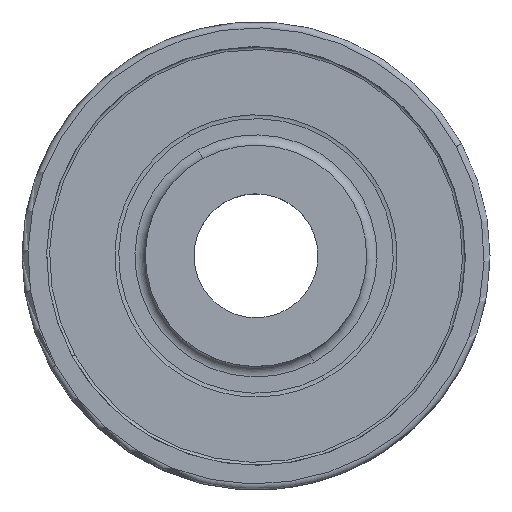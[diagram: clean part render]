
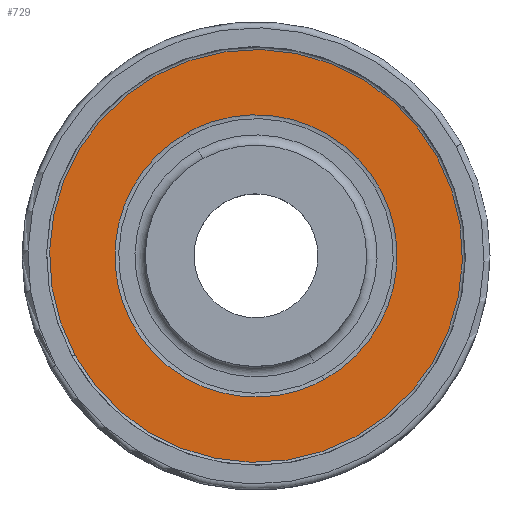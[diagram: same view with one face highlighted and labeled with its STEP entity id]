
A CAD part, top view. The second image highlights one B-rep face of the part: STEP entity #729.
In plain terms, the highlighted planar face has unit normal (0, 0, 1).
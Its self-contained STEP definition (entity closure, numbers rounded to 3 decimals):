
#437=AXIS2_PLACEMENT_3D('Circle Axis2P3D',#435,#436,$) ;
#471=AXIS2_PLACEMENT_3D('Circle Axis2P3D',#469,#470,$) ;
#669=AXIS2_PLACEMENT_3D('Plane Axis2P3D',#666,#667,#668) ;
#432=CARTESIAN_POINT('Vertex',(-12.272,-6.704,3.65)) ;
#435=CARTESIAN_POINT('Axis2P3D Location',(0.,0.,3.65)) ;
#439=CARTESIAN_POINT('Vertex',(12.272,6.704,3.65)) ;
#469=CARTESIAN_POINT('Axis2P3D Location',(0.,0.,3.65)) ;
#666=CARTESIAN_POINT('Axis2P3D Location',(13.983,0.,3.65)) ;
#676=CARTESIAN_POINT('Control Point',(-4.583,8.39,3.65)) ;
#677=CARTESIAN_POINT('Control Point',(-5.472,7.904,3.65)) ;
#678=CARTESIAN_POINT('Control Point',(-6.296,7.301,3.65)) ;
#679=CARTESIAN_POINT('Control Point',(-7.035,6.592,3.65)) ;
#680=CARTESIAN_POINT('Control Point',(-8.308,4.994,3.65)) ;
#681=CARTESIAN_POINT('Control Point',(-9.122,3.12,3.65)) ;
#682=CARTESIAN_POINT('Control Point',(-9.402,2.135,3.65)) ;
#683=CARTESIAN_POINT('Control Point',(-9.693,0.112,3.65)) ;
#684=CARTESIAN_POINT('Control Point',(-9.449,-1.916,3.65)) ;
#685=CARTESIAN_POINT('Control Point',(-9.192,-2.908,3.65)) ;
#686=CARTESIAN_POINT('Control Point',(-8.422,-4.8,3.65)) ;
#687=CARTESIAN_POINT('Control Point',(-7.186,-6.427,3.65)) ;
#688=CARTESIAN_POINT('Control Point',(-6.463,-7.154,3.65)) ;
#689=CARTESIAN_POINT('Control Point',(-4.843,-8.398,3.65)) ;
#690=CARTESIAN_POINT('Control Point',(-2.954,-9.177,3.65)) ;
#691=CARTESIAN_POINT('Control Point',(-1.963,-9.439,3.65)) ;
#692=CARTESIAN_POINT('Control Point',(-0.006,-9.685,3.65)) ;
#693=CARTESIAN_POINT('Control Point',(1.949,-9.431,3.65)) ;
#694=CARTESIAN_POINT('Control Point',(2.872,-9.192,3.65)) ;
#695=CARTESIAN_POINT('Control Point',(3.755,-8.842,3.65)) ;
#696=CARTESIAN_POINT('Control Point',(4.583,-8.39,3.65)) ;
#697=CARTESIAN_POINT('Vertex',(-4.583,8.39,3.65)) ;
#699=CARTESIAN_POINT('Vertex',(4.583,-8.39,3.65)) ;
#703=CARTESIAN_POINT('Control Point',(4.583,-8.39,3.65)) ;
#704=CARTESIAN_POINT('Control Point',(5.472,-7.904,3.65)) ;
#705=CARTESIAN_POINT('Control Point',(6.296,-7.301,3.65)) ;
#706=CARTESIAN_POINT('Control Point',(7.035,-6.592,3.65)) ;
#707=CARTESIAN_POINT('Control Point',(8.308,-4.994,3.65)) ;
#708=CARTESIAN_POINT('Control Point',(9.122,-3.12,3.65)) ;
#709=CARTESIAN_POINT('Control Point',(9.402,-2.135,3.65)) ;
#710=CARTESIAN_POINT('Control Point',(9.693,-0.112,3.65)) ;
#711=CARTESIAN_POINT('Control Point',(9.449,1.916,3.65)) ;
#712=CARTESIAN_POINT('Control Point',(9.192,2.908,3.65)) ;
#713=CARTESIAN_POINT('Control Point',(8.422,4.8,3.65)) ;
#714=CARTESIAN_POINT('Control Point',(7.186,6.427,3.65)) ;
#715=CARTESIAN_POINT('Control Point',(6.463,7.154,3.65)) ;
#716=CARTESIAN_POINT('Control Point',(4.843,8.398,3.65)) ;
#717=CARTESIAN_POINT('Control Point',(2.954,9.177,3.65)) ;
#718=CARTESIAN_POINT('Control Point',(1.963,9.439,3.65)) ;
#719=CARTESIAN_POINT('Control Point',(0.006,9.685,3.65)) ;
#720=CARTESIAN_POINT('Control Point',(-1.949,9.431,3.65)) ;
#721=CARTESIAN_POINT('Control Point',(-2.872,9.192,3.65)) ;
#722=CARTESIAN_POINT('Control Point',(-3.755,8.842,3.65)) ;
#723=CARTESIAN_POINT('Control Point',(-4.583,8.39,3.65)) ;
#436=DIRECTION('Axis2P3D Direction',(0.,0.,1.)) ;
#470=DIRECTION('Axis2P3D Direction',(0.,0.,1.)) ;
#667=DIRECTION('Axis2P3D Direction',(0.,0.,1.)) ;
#668=DIRECTION('Axis2P3D XDirection',(1.,0.,0.)) ;
#672=ORIENTED_EDGE('',*,*,#473,.T.) ;
#673=ORIENTED_EDGE('',*,*,#441,.T.) ;
#726=ORIENTED_EDGE('',*,*,#701,.F.) ;
#727=ORIENTED_EDGE('',*,*,#724,.F.) ;
#728=FACE_BOUND('',#725,.T.) ;
#729=ADVANCED_FACE('NOCUT',(#674,#728),#670,.T.) ;
#675=B_SPLINE_CURVE_WITH_KNOTS('',5,(#676,#677,#678,#679,#680,#681,#682,#683,#684,#685,#686,#687,#688,#689,#690,#691,#692,#693,#694,#695,#696),.UNSPECIFIED.,.F.,.U.,(6,3,3,3,3,3,6),(0.,7.062,14.126,21.19,28.254,35.318,41.899),.UNSPECIFIED.) ;
#702=B_SPLINE_CURVE_WITH_KNOTS('',5,(#703,#704,#705,#706,#707,#708,#709,#710,#711,#712,#713,#714,#715,#716,#717,#718,#719,#720,#721,#722,#723),.UNSPECIFIED.,.F.,.U.,(6,3,3,3,3,3,6),(0.,7.062,14.126,21.19,28.254,35.318,41.899),.UNSPECIFIED.) ;
#438=CIRCLE('generated circle',#437,13.983) ;
#472=CIRCLE('generated circle',#471,13.983) ;
#441=EDGE_CURVE('',#440,#433,#438,.T.) ;
#473=EDGE_CURVE('',#433,#440,#472,.T.) ;
#701=EDGE_CURVE('',#698,#700,#675,.T.) ;
#724=EDGE_CURVE('',#700,#698,#702,.T.) ;
#671=EDGE_LOOP('',(#672,#673)) ;
#725=EDGE_LOOP('',(#726,#727)) ;
#674=FACE_OUTER_BOUND('',#671,.T.) ;
#670=PLANE('',#669) ;
#433=VERTEX_POINT('',#432) ;
#440=VERTEX_POINT('',#439) ;
#698=VERTEX_POINT('',#697) ;
#700=VERTEX_POINT('',#699) ;
